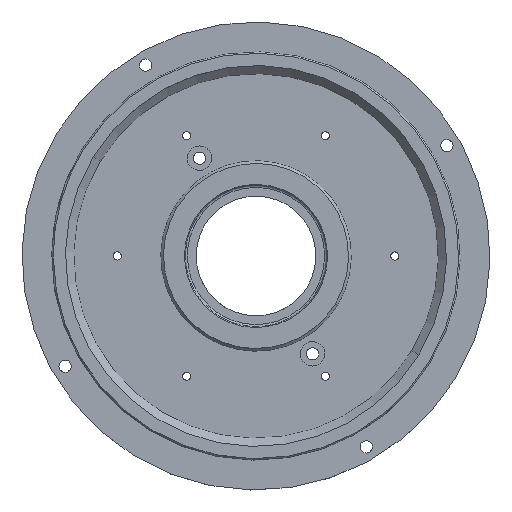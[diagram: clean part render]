
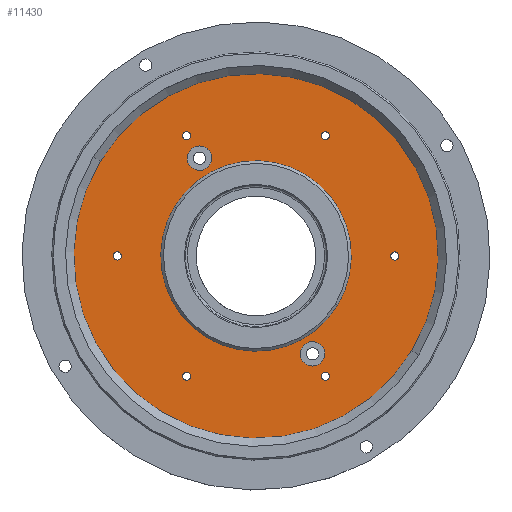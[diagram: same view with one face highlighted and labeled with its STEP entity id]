
A CAD part, top view. The second image highlights one B-rep face of the part: STEP entity #11430.
In plain terms, the highlighted planar face has unit normal (0, 0, 1).
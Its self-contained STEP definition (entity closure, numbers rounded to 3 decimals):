
#7840=CARTESIAN_POINT('',(-16.907,33.599,-248.8));
#7850=VERTEX_POINT('',#7840);
#7930=CARTESIAN_POINT('',(-24.593,38.281,-248.8));
#7940=VERTEX_POINT('',#7930);
#7970=CARTESIAN_POINT('',(-20.75,35.94,-248.8));
#7980=DIRECTION('',(-0.,0.,-1.));
#7990=DIRECTION('',(-0.854,0.52,0.));
#8000=AXIS2_PLACEMENT_3D('',#7970,#7980,#7990);
#8010=CIRCLE('',#8000,4.5);
#8020=EDGE_CURVE('',#7940,#7850,#8010,.T.);
#9170=CARTESIAN_POINT('',(-57.217,34.86,-248.8));
#9180=VERTEX_POINT('',#9170);
#9260=CARTESIAN_POINT('',(57.217,-34.86,-248.8));
#9270=VERTEX_POINT('',#9260);
#9300=CARTESIAN_POINT('',(0.,0.,-248.8));
#9310=DIRECTION('',(0.,0.,1.));
#9320=DIRECTION('',(-1.,0.,0.));
#9330=AXIS2_PLACEMENT_3D('',#9300,#9310,#9320);
#9340=CIRCLE('',#9330,67.);
#9350=EDGE_CURVE('',#9270,#9180,#9340,.T.);
#9660=CARTESIAN_POINT('',(33.5,-58.024,-248.8));
#9670=DIRECTION('',(0.,0.,1.));
#9680=DIRECTION('',(1.,0.,0.));
#9690=AXIS2_PLACEMENT_3D('',#9660,#9670,#9680);
#9700=PLANE('',#9690);
#9710=EDGE_CURVE('',#9180,#9270,#9340,.T.);
#9720=ORIENTED_EDGE('',*,*,#9710,.T.);
#9730=ORIENTED_EDGE('',*,*,#9350,.T.);
#9740=EDGE_LOOP('',(#9730,#9720));
#9750=FACE_OUTER_BOUND('',#9740,.T.);
#9760=CARTESIAN_POINT('',(0.,0.,-248.8));
#9770=DIRECTION('',(-0.,0.,-1.));
#9780=DIRECTION('',(-0.854,0.52,0.));
#9790=AXIS2_PLACEMENT_3D('',#9760,#9770,#9780);
#9800=CIRCLE('',#9790,35.);
#9810=CARTESIAN_POINT('',(29.89,-18.21,-248.8));
#9820=VERTEX_POINT('',#9810);
#9830=CARTESIAN_POINT('',(-29.89,18.21,-248.8));
#9840=VERTEX_POINT('',#9830);
#9850=EDGE_CURVE('',#9820,#9840,#9800,.T.);
#9860=ORIENTED_EDGE('',*,*,#9850,.T.);
#9870=EDGE_CURVE('',#9840,#9820,#9800,.T.);
#9880=ORIENTED_EDGE('',*,*,#9870,.T.);
#9890=EDGE_LOOP('',(#9880,#9860));
#9900=FACE_BOUND('',#9890,.T.);
#9910=EDGE_CURVE('',#7850,#7940,#8010,.T.);
#9920=ORIENTED_EDGE('',*,*,#9910,.T.);
#9930=ORIENTED_EDGE('',*,*,#8020,.T.);
#9940=EDGE_LOOP('',(#9930,#9920));
#9950=FACE_BOUND('',#9940,.T.);
#9960=CARTESIAN_POINT('',(20.75,-35.94,-248.8));
#9970=DIRECTION('',(0.,-0.,-1.));
#9980=DIRECTION('',(0.854,-0.52,0.));
#9990=AXIS2_PLACEMENT_3D('',#9960,#9970,#9980);
#10000=CIRCLE('',#9990,4.5);
#10010=CARTESIAN_POINT('',(16.907,-33.599,-248.8));
#10020=VERTEX_POINT('',#10010);
#10030=CARTESIAN_POINT('',(24.593,-38.281,-248.8));
#10040=VERTEX_POINT('',#10030);
#10050=EDGE_CURVE('',#10020,#10040,#10000,.T.);
#10060=ORIENTED_EDGE('',*,*,#10050,.T.);
#10070=EDGE_CURVE('',#10040,#10020,#10000,.T.);
#10080=ORIENTED_EDGE('',*,*,#10070,.T.);
#10090=EDGE_LOOP('',(#10080,#10060));
#10100=FACE_BOUND('',#10090,.T.);
#10110=CARTESIAN_POINT('',(-51.,0.,-248.8));
#10120=DIRECTION('',(0.,0.,-1.));
#10130=DIRECTION('',(0.878,0.479,0.));
#10140=AXIS2_PLACEMENT_3D('',#10110,#10120,#10130);
#10150=CIRCLE('',#10140,1.5);
#10160=CARTESIAN_POINT('',(-49.684,0.719,-248.8));
#10170=VERTEX_POINT('',#10160);
#10180=CARTESIAN_POINT('',(-52.316,-0.719,-248.8))
;
#10190=VERTEX_POINT('',#10180);
#10200=EDGE_CURVE('',#10170,#10190,#10150,.T.);
#10210=ORIENTED_EDGE('',*,*,#10200,.T.);
#10220=EDGE_CURVE('',#10190,#10170,#10150,.T.);
#10230=ORIENTED_EDGE('',*,*,#10220,.T.);
#10240=EDGE_LOOP('',(#10230,#10210));
#10250=FACE_BOUND('',#10240,.T.);
#10260=CARTESIAN_POINT('',(-25.5,-44.167,-248.8));
#10270=DIRECTION('',(0.,0.,-1.));
#10280=DIRECTION('',(0.024,1.,0.));
#10290=AXIS2_PLACEMENT_3D('',#10260,#10270,#10280);
#10300=CIRCLE('',#10290,1.5);
#10310=CARTESIAN_POINT('',(-25.535,-45.667,-248.8));
#10320=VERTEX_POINT('',#10310);
#10330=CARTESIAN_POINT('',(-25.465,-42.668,-248.8));
#10340=VERTEX_POINT('',#10330);
#10350=EDGE_CURVE('',#10320,#10340,#10300,.T.);
#10360=ORIENTED_EDGE('',*,*,#10350,.T.);
#10370=EDGE_CURVE('',#10340,#10320,#10300,.T.);
#10380=ORIENTED_EDGE('',*,*,#10370,.T.);
#10390=EDGE_LOOP('',(#10380,#10360));
#10400=FACE_BOUND('',#10390,.T.);
#10410=CARTESIAN_POINT('',(26.781,-44.948,-248.8));
#10420=CARTESIAN_POINT('',(26.686,-45.104,-248.8));
#10430=CARTESIAN_POINT('',(26.456,-45.362,-248.8));
#10440=CARTESIAN_POINT('',(25.985,-45.619,-248.8));
#10450=CARTESIAN_POINT('',(25.471,-45.697,-248.8));
#10460=CARTESIAN_POINT('',(24.948,-45.595,-248.8));
#10470=CARTESIAN_POINT('',(24.494,-45.321,-248.8));
#10480=CARTESIAN_POINT('',(24.16,-44.907,-248.8));
#10490=CARTESIAN_POINT('',(23.988,-44.41,-248.8));
#10500=CARTESIAN_POINT('',(23.999,-43.869,-248.8));
#10510=CARTESIAN_POINT('',(24.124,-43.541,-248.8));
#10520=CARTESIAN_POINT('',(24.221,-43.382,-248.8));
#10530=B_SPLINE_CURVE_WITH_KNOTS('',3,(#10410,#10420,#10430,#10440,
#10450,#10460,#10470,#10480,#10490,#10500,#10510,#10520),.UNSPECIFIED.,
.F.,.F.,(4,1,1,1,1,1,1,1,1,4),(0.,0.111,0.222,
0.333,0.444,0.556,0.667,
0.778,0.889,1.),.UNSPECIFIED.);
#10540=CARTESIAN_POINT('',(26.781,-44.948,-248.8));
#10550=VERTEX_POINT('',#10540);
#10560=CARTESIAN_POINT('',(24.219,-43.387,-248.8));
#10570=VERTEX_POINT('',#10560);
#10580=EDGE_CURVE('',#10550,#10570,#10530,.T.);
#10590=ORIENTED_EDGE('',*,*,#10580,.T.);
#10600=CARTESIAN_POINT('',(24.221,-43.382,-248.8));
#10610=CARTESIAN_POINT('',(24.317,-43.224,-248.8));
#10620=CARTESIAN_POINT('',(24.555,-42.965,-248.8));
#10630=CARTESIAN_POINT('',(25.023,-42.712,-248.8));
#10640=CARTESIAN_POINT('',(25.547,-42.638,-248.8));
#10650=CARTESIAN_POINT('',(26.064,-42.745,-248.8));
#10660=CARTESIAN_POINT('',(26.514,-43.021,-248.8));
#10670=CARTESIAN_POINT('',(26.843,-43.434,-248.8));
#10680=CARTESIAN_POINT('',(27.013,-43.934,-248.8));
#10690=CARTESIAN_POINT('',(27.,-44.469,-248.8));
#10700=CARTESIAN_POINT('',(26.876,-44.792,-248.8));
#10710=CARTESIAN_POINT('',(26.781,-44.948,-248.8));
#10720=B_SPLINE_CURVE_WITH_KNOTS('',3,(#10600,#10610,#10620,#10630,
#10640,#10650,#10660,#10670,#10680,#10690,#10700,#10710),.UNSPECIFIED.,
.F.,.F.,(4,1,1,1,1,1,1,1,1,4),(0.,0.111,0.222,
0.333,0.444,0.556,0.667,
0.778,0.889,1.),.UNSPECIFIED.);
#10730=EDGE_CURVE('',#10570,#10550,#10720,.T.);
#10740=ORIENTED_EDGE('',*,*,#10730,.T.);
#10750=EDGE_LOOP('',(#10740,#10590));
#10760=FACE_BOUND('',#10750,.T.);
#10770=CARTESIAN_POINT('',(51.,0.,-248.8));
#10780=DIRECTION('',(-0.,0.,-1.));
#10790=DIRECTION('',(-0.878,-0.479,0.));
#10800=AXIS2_PLACEMENT_3D('',#10770,#10780,#10790);
#10810=CIRCLE('',#10800,1.5);
#10820=CARTESIAN_POINT('',(49.684,-0.719,-248.8));
#10830=VERTEX_POINT('',#10820);
#10840=CARTESIAN_POINT('',(52.316,0.719,-248.8));
#10850=VERTEX_POINT('',#10840);
#10860=EDGE_CURVE('',#10830,#10850,#10810,.T.);
#10870=ORIENTED_EDGE('',*,*,#10860,.T.);
#10880=EDGE_CURVE('',#10850,#10830,#10810,.T.);
#10890=ORIENTED_EDGE('',*,*,#10880,.T.);
#10900=EDGE_LOOP('',(#10890,#10870));
#10910=FACE_BOUND('',#10900,.T.);
#10920=CARTESIAN_POINT('',(25.5,44.167,-248.8));
#10930=DIRECTION('',(-0.,0.,-1.));
#10940=DIRECTION('',(-0.024,-1.,0.));
#10950=AXIS2_PLACEMENT_3D('',#10920,#10930,#10940);
#10960=CIRCLE('',#10950,1.5);
#10970=CARTESIAN_POINT('',(25.535,45.667,-248.8));
#10980=VERTEX_POINT('',#10970);
#10990=CARTESIAN_POINT('',(25.465,42.668,-248.8));
#11000=VERTEX_POINT('',#10990);
#11010=EDGE_CURVE('',#10980,#11000,#10960,.T.);
#11020=ORIENTED_EDGE('',*,*,#11010,.T.);
#11030=EDGE_CURVE('',#11000,#10980,#10960,.T.);
#11040=ORIENTED_EDGE('',*,*,#11030,.T.);
#11050=EDGE_LOOP('',(#11040,#11020));
#11060=FACE_BOUND('',#11050,.T.);
#11070=CARTESIAN_POINT('',(-26.779,44.953,-248.8));
#11080=CARTESIAN_POINT('',(-26.683,45.111,-248.8));
#11090=CARTESIAN_POINT('',(-26.445,45.369,-248.8));
#11100=CARTESIAN_POINT('',(-25.977,45.622,-248.8));
#11110=CARTESIAN_POINT('',(-25.453,45.697,-248.8));
#11120=CARTESIAN_POINT('',(-24.936,45.59,-248.8));
#11130=CARTESIAN_POINT('',(-24.486,45.314,-248.8));
#11140=CARTESIAN_POINT('',(-24.157,44.901,-248.8));
#11150=CARTESIAN_POINT('',(-23.987,44.4,-248.8));
#11160=CARTESIAN_POINT('',(-24.,43.866,-248.8));
#11170=CARTESIAN_POINT('',(-24.124,43.543,-248.8));
#11180=CARTESIAN_POINT('',(-24.219,43.387,-248.8));
#11190=B_SPLINE_CURVE_WITH_KNOTS('',3,(#11070,#11080,#11090,#11100,
#11110,#11120,#11130,#11140,#11150,#11160,#11170,#11180),.UNSPECIFIED.,
.F.,.F.,(4,1,1,1,1,1,1,1,1,4),(0.,0.111,0.222,
0.333,0.444,0.556,0.667,
0.778,0.889,1.),.UNSPECIFIED.);
#11200=CARTESIAN_POINT('',(-26.781,44.948,-248.8));
#11210=VERTEX_POINT('',#11200);
#11220=CARTESIAN_POINT('',(-24.219,43.387,-248.8));
#11230=VERTEX_POINT('',#11220);
#11240=EDGE_CURVE('',#11210,#11230,#11190,.T.);
#11250=ORIENTED_EDGE('',*,*,#11240,.T.);
#11260=CARTESIAN_POINT('',(-24.219,43.387,-248.8));
#11270=CARTESIAN_POINT('',(-24.314,43.231,-248.8));
#11280=CARTESIAN_POINT('',(-24.544,42.972,-248.8));
#11290=CARTESIAN_POINT('',(-25.015,42.716,-248.8));
#11300=CARTESIAN_POINT('',(-25.529,42.638,-248.8));
#11310=CARTESIAN_POINT('',(-26.052,42.739,-248.8));
#11320=CARTESIAN_POINT('',(-26.506,43.014,-248.8));
#11330=CARTESIAN_POINT('',(-26.84,43.428,-248.8));
#11340=CARTESIAN_POINT('',(-27.012,43.925,-248.8));
#11350=CARTESIAN_POINT('',(-27.001,44.466,-248.8));
#11360=CARTESIAN_POINT('',(-26.876,44.794,-248.8));
#11370=CARTESIAN_POINT('',(-26.779,44.953,-248.8));
#11380=B_SPLINE_CURVE_WITH_KNOTS('',3,(#11260,#11270,#11280,#11290,
#11300,#11310,#11320,#11330,#11340,#11350,#11360,#11370),.UNSPECIFIED.,
.F.,.F.,(4,1,1,1,1,1,1,1,1,4),(0.,0.111,0.222,
0.333,0.444,0.556,0.667,
0.778,0.889,1.),.UNSPECIFIED.);
#11390=EDGE_CURVE('',#11230,#11210,#11380,.T.);
#11400=ORIENTED_EDGE('',*,*,#11390,.T.);
#11410=EDGE_LOOP('',(#11400,#11250));
#11420=FACE_BOUND('',#11410,.T.);
#11430=ADVANCED_FACE('',(#9750,#9900,#9950,#10100,#10250,#10400,#10760,
#10910,#11060,#11420),#9700,.T.);
